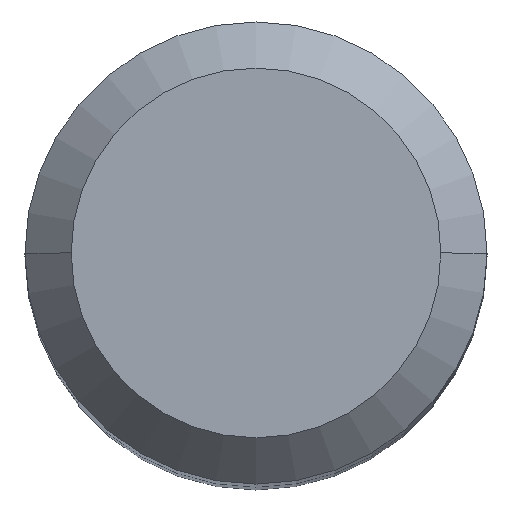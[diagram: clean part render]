
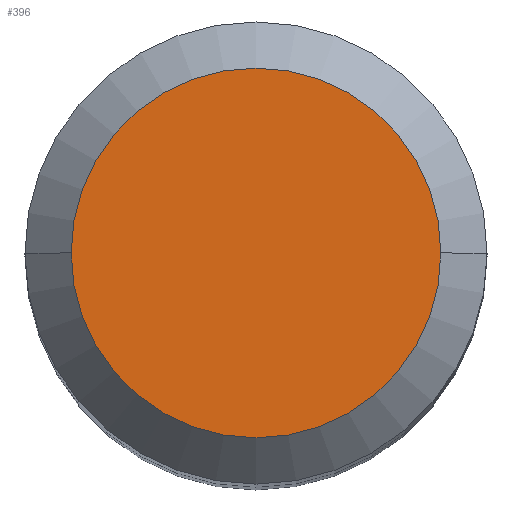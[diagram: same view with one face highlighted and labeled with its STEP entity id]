
A CAD part, top view. The second image highlights one B-rep face of the part: STEP entity #396.
In plain terms, the highlighted planar face has unit normal (0, 0, 1).
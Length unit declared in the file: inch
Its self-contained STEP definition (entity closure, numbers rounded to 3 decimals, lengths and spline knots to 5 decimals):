
#1 = DIRECTION ( 'NONE',  ( -1., 0., 0. ) ) ;
#20 = CARTESIAN_POINT ( 'NONE',  ( 0., 0., 0. ) ) ;
#31 = EDGE_CURVE ( 'NONE', #113, #98, #339, .T. ) ;
#46 = DIRECTION ( 'NONE',  ( 0., 0., 1. ) ) ;
#81 = CIRCLE ( 'NONE', #258, 0.18896 ) ;
#86 = CARTESIAN_POINT ( 'NONE',  ( -0.18896, 0., 0. ) ) ;
#98 = VERTEX_POINT ( 'NONE', #86 ) ;
#113 = VERTEX_POINT ( 'NONE', #205 ) ;
#118 = PLANE ( 'NONE',  #311 ) ;
#164 = EDGE_CURVE ( 'NONE', #98, #113, #81, .T. ) ;
#176 = DIRECTION ( 'NONE',  ( 0., 0., 1. ) ) ;
#192 = FACE_OUTER_BOUND ( 'NONE', #217, .T. ) ;
#205 = CARTESIAN_POINT ( 'NONE',  ( 0.18896, 0., 0. ) ) ;
#214 = ORIENTED_EDGE ( 'NONE', *, *, #164, .T. ) ;
#217 = EDGE_LOOP ( 'NONE', ( #214, #436 ) ) ;
#223 = CARTESIAN_POINT ( 'NONE',  ( 0., 0., 0. ) ) ;
#243 = CARTESIAN_POINT ( 'NONE',  ( 0., 0., 0. ) ) ;
#258 = AXIS2_PLACEMENT_3D ( 'NONE', #243, #46, #346 ) ;
#298 = DIRECTION ( 'NONE',  ( 0., 0., -1. ) ) ;
#311 = AXIS2_PLACEMENT_3D ( 'NONE', #223, #298, #1 ) ;
#319 = DIRECTION ( 'NONE',  ( 1., 0., 0. ) ) ;
#339 = CIRCLE ( 'NONE', #385, 0.18896 ) ;
#346 = DIRECTION ( 'NONE',  ( 1., 0., 0. ) ) ;
#385 = AXIS2_PLACEMENT_3D ( 'NONE', #20, #176, #319 ) ;
#396 = ADVANCED_FACE ( 'NONE', ( #192 ), #118, .F. ) ;
#436 = ORIENTED_EDGE ( 'NONE', *, *, #31, .T. ) ;
